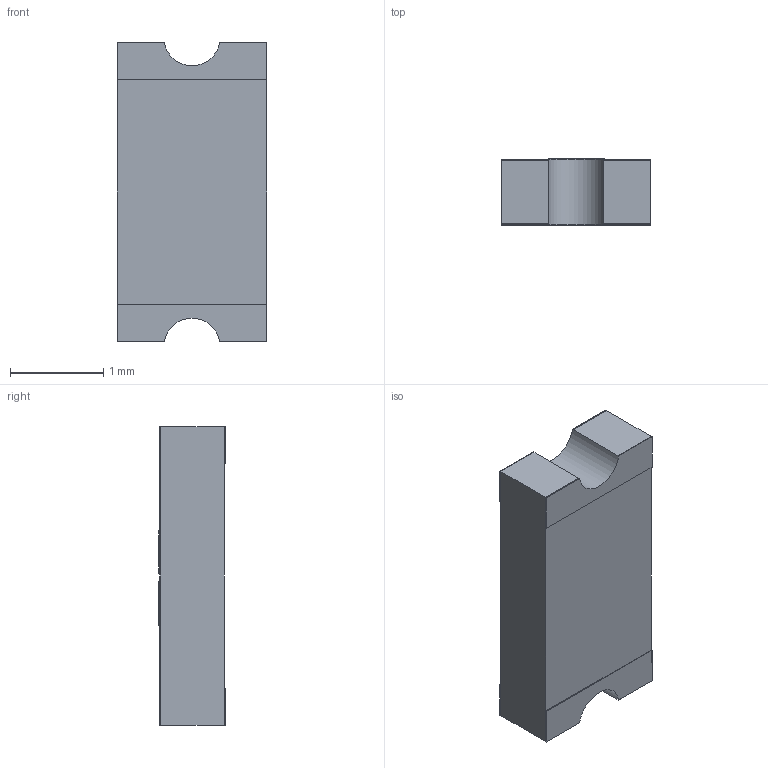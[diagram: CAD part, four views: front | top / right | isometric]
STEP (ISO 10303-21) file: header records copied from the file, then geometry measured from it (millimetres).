
FILE_DESCRIPTION (( 'STEP AP214' ), '1' );
FILE_NAME ('PTS1206.STEP', '2021-03-16T08:30:07', ( '' ), ( '' ), 'SwSTEP 2.0', 'SolidWorks 2016', '' );
FILE_SCHEMA (( 'AUTOMOTIVE_DESIGN' ));
Length unit declared in the file: millimetre
Products named in the file (1): PTS1206
Bounding box: 1.6 x 0.71 x 3.2 mm (x, y, z)
Volume: 3.4 mm3; surface area: 17 mm2
Topology: 1 solids, 1 shells, 70 faces, 187 edges, 122 vertices
Faces by surface type: plane 67, cylinder 3
Entity records: 2582 total; most frequent: CARTESIAN_POINT 380, ORIENTED_EDGE 374, DIRECTION 343, EDGE_CURVE 187, VECTOR 173, LINE 173, VERTEX_POINT 122, AXIS2_PLACEMENT_3D 85
